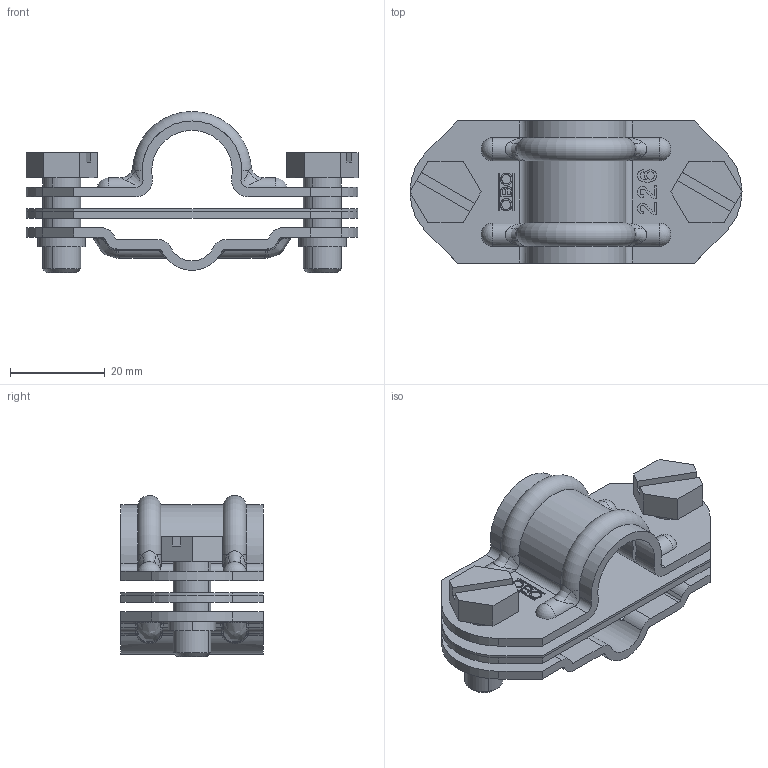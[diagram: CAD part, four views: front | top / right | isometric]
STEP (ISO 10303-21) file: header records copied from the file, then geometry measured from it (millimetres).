
FILE_DESCRIPTION(('Creo Elements/Direct Modeling STEP Export'),'2;1');
FILE_NAME('5336090.stp','2020-07-27T 9:32:11',(''),(''),'Creo Elements/Direct Modeling STEP processor for AP214 (Solid Model)','Creo Elements/Direct Modeling 18.0B 02-Dec-2011 (C) Parametric Technology GmbH','');
FILE_SCHEMA(('AUTOMOTIVE_DESIGN { 1 0 10303 214 1 1 1 1 }'));
Length unit declared in the file: millimetre
Products named in the file (5): Unterteil.1.1.1; Zwischenplatte; Sechskantschraube_ISO_4017_M8_x_20_-_.3.1.1; Oberteil.1.1; Trennstueck_ZV_Cu
Assembly tree (5 placements, depth 2):
  Trennstueck_ZV_Cu
    Oberteil.1.1
    Sechskantschraube_ISO_4017_M8_x_20_-_.3.1.1  x2
    Zwischenplatte
    Unterteil.1.1.1
Bounding box: 70.01 x 30 x 33.96 mm (x, y, z)
Volume: 16733 mm3; surface area: 16871.6 mm2
Topology: 5 solids, 5 shells, 554 faces, 1501 edges, 942 vertices
Faces by surface type: plane 305, cylinder 128, bspline 85, sphere 12, cone 12, extrusion 8, torus 4
Entity records: 36576 total; most frequent: CARTESIAN_POINT 22590, ORIENTED_EDGE 2846, DIRECTION 2005, EDGE_CURVE 1423, VERTEX_POINT 912, VECTOR 863, LINE 855, AXIS2_PLACEMENT_3D 571
